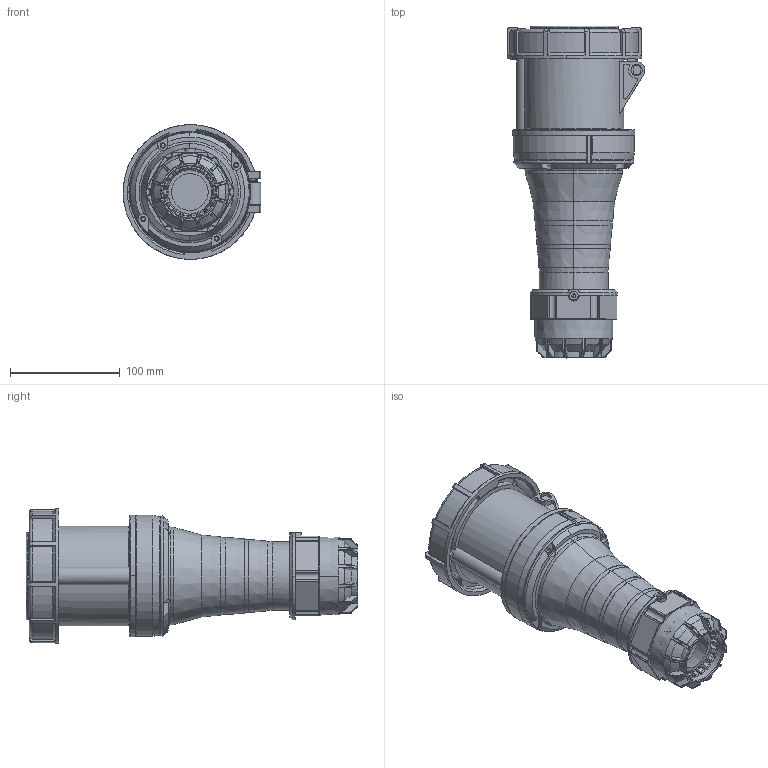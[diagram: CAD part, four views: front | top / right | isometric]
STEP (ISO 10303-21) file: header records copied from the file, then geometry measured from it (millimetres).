
FILE_DESCRIPTION((''),'2;1');
FILE_NAME('PRT0001','2022-11-11T08:46:18',('Administrator'),(''),'CREO PARAMETRIC BY PTC INC, 2021063','CREO PARAMETRIC BY PTC INC, 2021063','');
FILE_SCHEMA(('AUTOMOTIVE_DESIGN { 1 0 10303 214 1 1 1 1 }'));
Products named in the file (1): PRT0001
Bounding box: 125.58 x 302.69 x 122.94 mm (x, y, z)
Surface area: 322065.4 mm2 (no closed solid volume)
Topology: 0 solids, 9 shells, 1550 faces, 4156 edges, 2659 vertices
Faces by surface type: plane 557, cylinder 393, cone 337, bspline 147, torus 116
Entity records: 74631 total; most frequent: CARTESIAN_POINT 31708, ORIENTED_EDGE 8312, DIRECTION 7442, EDGE_CURVE 4156, AXIS2_PLACEMENT_3D 2964, VERTEX_POINT 2659, EDGE_LOOP 1625, CIRCLE 1561
